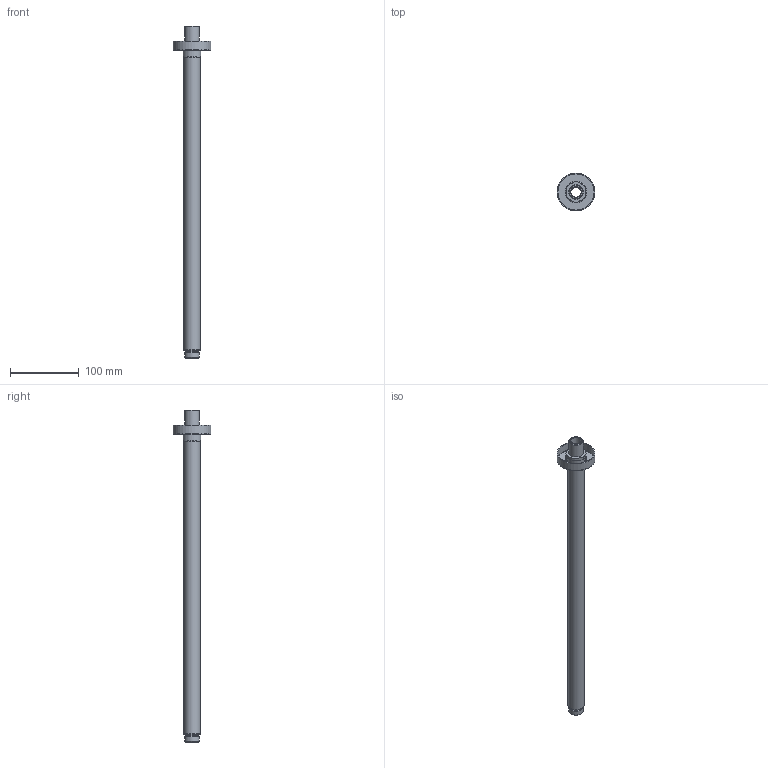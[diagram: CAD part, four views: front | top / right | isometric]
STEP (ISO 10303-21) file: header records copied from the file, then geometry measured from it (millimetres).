
FILE_DESCRIPTION(/* description */ ('Unknown'),/* implementation_level */ '2;1');
FILE_NAME(/* name */ 'CB453-00',/* time_stamp */ '2017-10-11T12:06:19+02:00',/* author */ ('Unknown'),/* organization */ ('Unknown'),/* preprocessor_version */ 'ST-DEVELOPER v16.7',/* originating_system */ 'DEX',/* authorisation */ $);
FILE_SCHEMA (('AUTOMOTIVE_DESIGN {1 0 10303 214 3 1 1}'));
Length unit declared in the file: millimetre
Products named in the file (3): CB453-00; CB453-01; CB452-02
Assembly tree (2 placements, depth 2):
  CB453-00
    CB453-01
    CB452-02
Bounding box: 55 x 55 x 483.5 mm (x, y, z)
Volume: 135149.5 mm3; surface area: 68462.6 mm2
Topology: 2 solids, 2 shells, 48 faces, 104 edges, 66 vertices
Faces by surface type: plane 16, cylinder 15, cone 9, torus 8
Full cylindrical faces by diameter (mm): 15 x1, 18.5 x1, 20.955 x2, 24 x1, 26 x1, 26.2 x1, 53.4 x1, 55 x1
Entity records: 1462 total; most frequent: CARTESIAN_POINT 217, DIRECTION 214, ORIENTED_EDGE 142, AXIS2_PLACEMENT_3D 98, EDGE_LOOP 84, FACE_BOUND 84, EDGE_CURVE 71, VERTEX_POINT 59
